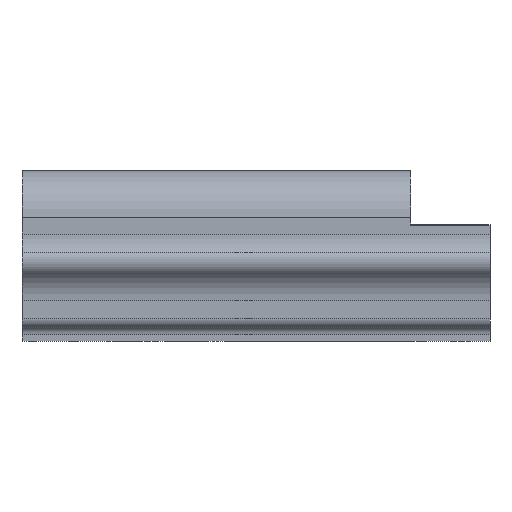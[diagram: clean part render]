
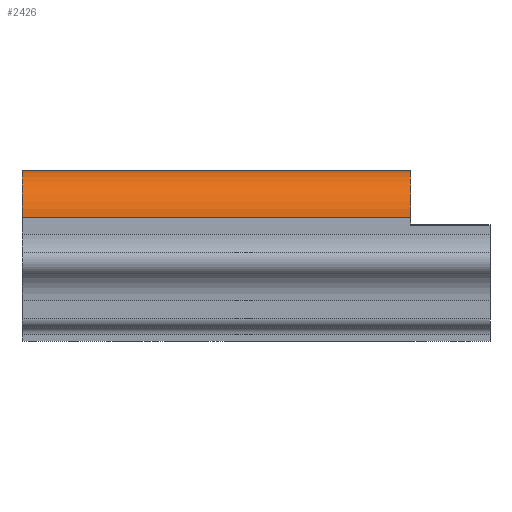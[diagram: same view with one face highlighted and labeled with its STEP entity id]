
A CAD part, top view. The second image highlights one B-rep face of the part: STEP entity #2426.
In plain terms, the highlighted cylindrical face has radius 18.796 mm (diameter 37.592 mm), a partial arc.
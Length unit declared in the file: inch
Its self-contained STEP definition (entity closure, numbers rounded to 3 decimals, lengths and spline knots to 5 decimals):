
#128=CIRCLE('',#2544,0.74);
#180=CIRCLE('',#2615,0.74);
#315=LINE('',#4289,#483);
#375=LINE('',#4674,#543);
#483=VECTOR('',#3116,6.145);
#543=VECTOR('',#3400,6.145);
#745=FACE_OUTER_BOUND('',#939,.T.);
#939=EDGE_LOOP('',(#2198,#2199,#2200,#2201));
#1096=VERTEX_POINT('',#4168);
#1097=VERTEX_POINT('',#4170);
#1148=VERTEX_POINT('',#4287);
#1168=VERTEX_POINT('',#4349);
#1370=EDGE_CURVE('',#1097,#1096,#128,.T.);
#1430=EDGE_CURVE('',#1096,#1148,#315,.T.);
#1460=EDGE_CURVE('',#1148,#1168,#180,.T.);
#1548=EDGE_CURVE('',#1097,#1168,#375,.T.);
#2198=ORIENTED_EDGE('',*,*,#1370,.T.);
#2199=ORIENTED_EDGE('',*,*,#1430,.T.);
#2200=ORIENTED_EDGE('',*,*,#1460,.T.);
#2201=ORIENTED_EDGE('',*,*,#1548,.F.);
#2298=CYLINDRICAL_SURFACE('',#2701,0.74);
#2426=ADVANCED_FACE('',(#745),#2298,.T.);
#2544=AXIS2_PLACEMENT_3D('',#4171,#3004,#3005);
#2615=AXIS2_PLACEMENT_3D('',#4351,#3184,#3185);
#2701=AXIS2_PLACEMENT_3D('',#4676,#3402,#3403);
#3004=DIRECTION('center_axis',(-1.,0.,0.));
#3005=DIRECTION('ref_axis',(0.,1.,0.));
#3116=DIRECTION('',(-1.,0.,0.));
#3184=DIRECTION('center_axis',(1.,0.,0.));
#3185=DIRECTION('ref_axis',(0.,1.,0.));
#3400=DIRECTION('',(-1.,0.,0.));
#3402=DIRECTION('center_axis',(-1.,0.,0.));
#3403=DIRECTION('ref_axis',(0.,1.,0.));
#4168=CARTESIAN_POINT('',(-1.25,0.,-0.74));
#4170=CARTESIAN_POINT('',(-1.25,0.,0.74));
#4171=CARTESIAN_POINT('Origin',(-1.25,0.,0.));
#4287=CARTESIAN_POINT('',(-7.395,0.,-0.74));
#4289=CARTESIAN_POINT('',(0.,0.,-0.74));
#4349=CARTESIAN_POINT('',(-7.395,0.,0.74));
#4351=CARTESIAN_POINT('Origin',(-7.395,0.,0.));
#4674=CARTESIAN_POINT('',(0.,0.,0.74));
#4676=CARTESIAN_POINT('Origin',(0.,0.,0.));
